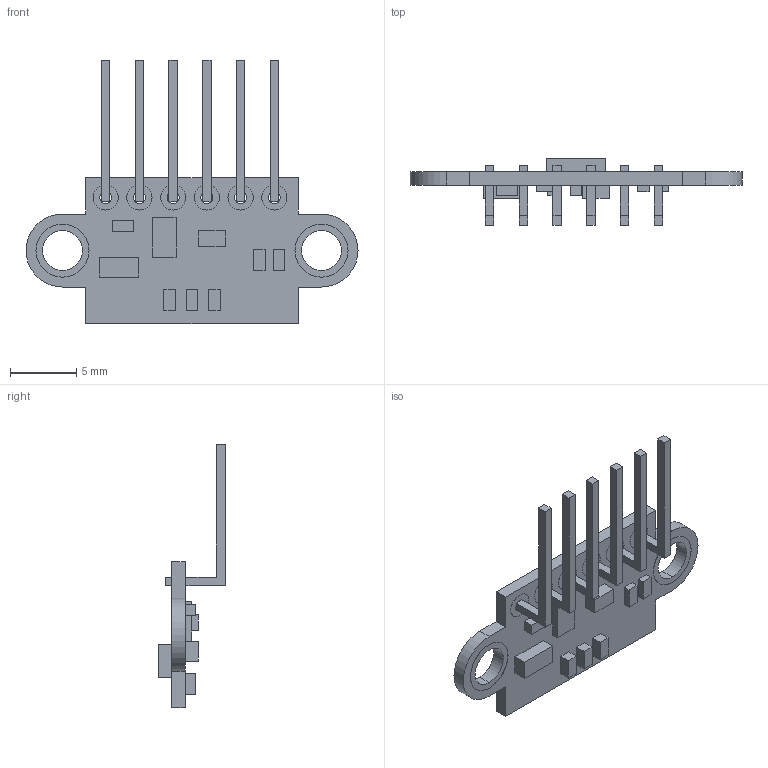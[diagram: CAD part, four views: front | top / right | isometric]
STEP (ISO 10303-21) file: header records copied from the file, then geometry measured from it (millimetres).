
FILE_DESCRIPTION (( 'STEP AP214' ), '1' );
FILE_NAME ('vl53l0x.STEP', '2021-12-05T14:08:18', ( '' ), ( '' ), 'SwSTEP 2.0', 'SolidWorks 2021', '' );
FILE_SCHEMA (( 'AUTOMOTIVE_DESIGN' ));
Length unit declared in the file: millimetre
Products named in the file (3): pin_header; vl53l0x_PCB; vl53l0x
Assembly tree (7 placements, depth 2):
  vl53l0x
    vl53l0x_PCB
    pin_header  x6
Bounding box: 25 x 5.04 x 19.82 mm (x, y, z)
Volume: 266 mm3; surface area: 796.8 mm2
Topology: 7 solids, 7 shells, 176 faces, 408 edges, 272 vertices
Faces by surface type: plane 126, cylinder 50
Entity records: 5404 total; most frequent: DIRECTION 710, CARTESIAN_POINT 676, ORIENTED_EDGE 636, EDGE_CURVE 318, AXIS2_PLACEMENT_3D 246, LINE 218, VECTOR 218, VERTEX_POINT 212
